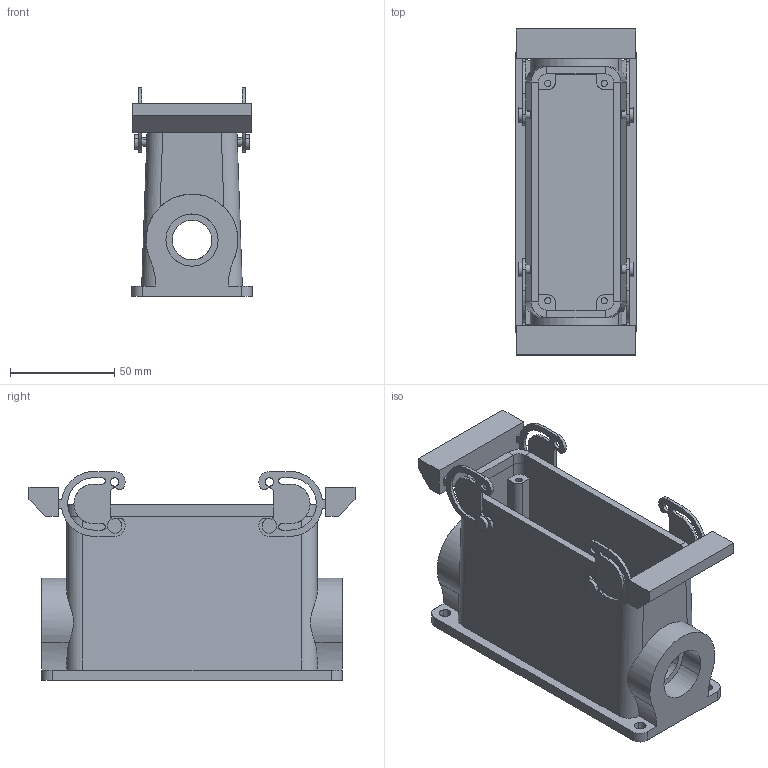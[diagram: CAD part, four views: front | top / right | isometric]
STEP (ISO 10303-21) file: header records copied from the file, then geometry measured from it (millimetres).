
FILE_DESCRIPTION(('CATIA V5 STEP Exchange','CAx-IF Rec.Pracs.--- Model Styling and Organization---1.4--- 2014-01-23'),'2;1');
FILE_NAME ('13415465_2', '2019-07-25T14:23:26+00:00', ('none'), ('Weidmueller'), 'CATIA Version 5-6 Release 2016 SP3 HF44', 'CATIA V5 STEP AP214', 'none');
FILE_SCHEMA(('AUTOMOTIVE_DESIGN { 1 0 10303 214 1 1 1 1 }'));
Length unit declared in the file: millimetre
Products named in the file (1): 1786890000
Bounding box: 57.5 x 156 x 100 mm (x, y, z)
Volume: 210773.6 mm3; surface area: 84654 mm2
Topology: 2 solids, 2 shells, 269 faces, 726 edges, 474 vertices
Faces by surface type: cylinder 136, plane 133
Entity records: 8776 total; most frequent: CARTESIAN_POINT 2452, ORIENTED_EDGE 1452, DIRECTION 987, EDGE_CURVE 726, VERTEX_POINT 474, VECTOR 426, LINE 426, AXIS2_PLACEMENT_3D 388
